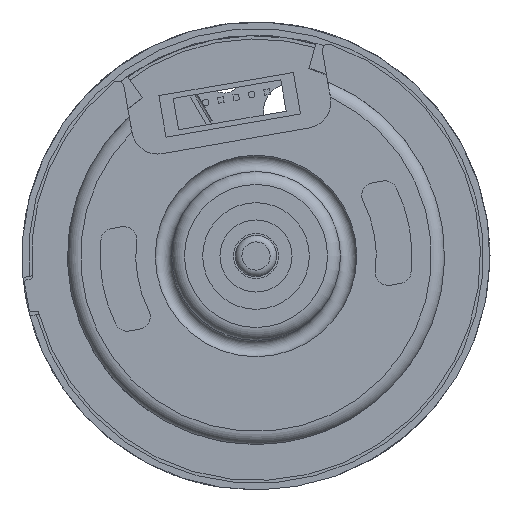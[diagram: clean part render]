
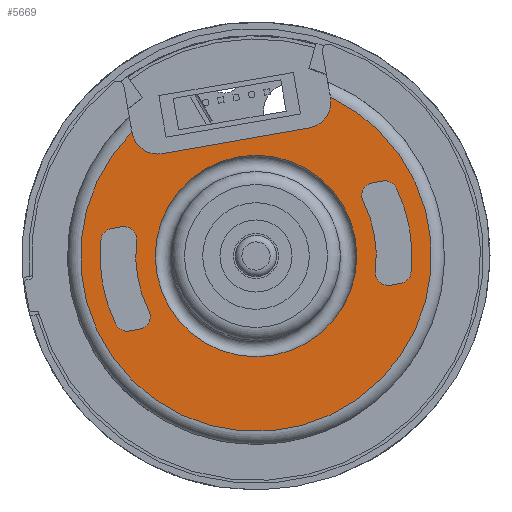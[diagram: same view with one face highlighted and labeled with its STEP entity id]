
A CAD part, front view. The second image highlights one B-rep face of the part: STEP entity #5669.
In plain terms, the highlighted planar face has unit normal (0, -1, 0).
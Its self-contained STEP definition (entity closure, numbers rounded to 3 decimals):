
#402=LINE('',#10299,#810);
#405=LINE('',#10322,#813);
#411=LINE('',#10340,#819);
#412=LINE('',#10346,#820);
#413=LINE('',#10354,#821);
#414=LINE('',#10362,#822);
#415=LINE('',#10370,#823);
#810=VECTOR('',#7652,1000.);
#813=VECTOR('',#7657,1000.);
#819=VECTOR('',#7681,1000.);
#820=VECTOR('',#7686,1000.);
#821=VECTOR('',#7693,1000.);
#822=VECTOR('',#7700,1000.);
#823=VECTOR('',#7707,1000.);
#1105=PLANE('',#6351);
#1992=ORIENTED_EDGE('',*,*,#3214,.F.);
#1993=ORIENTED_EDGE('',*,*,#3208,.F.);
#1994=ORIENTED_EDGE('',*,*,#3215,.T.);
#1995=ORIENTED_EDGE('',*,*,#3202,.F.);
#1996=ORIENTED_EDGE('',*,*,#3216,.F.);
#1997=ORIENTED_EDGE('',*,*,#3217,.F.);
#1998=ORIENTED_EDGE('',*,*,#3218,.F.);
#1999=ORIENTED_EDGE('',*,*,#3219,.F.);
#2000=ORIENTED_EDGE('',*,*,#3220,.F.);
#2001=ORIENTED_EDGE('',*,*,#3221,.F.);
#2002=ORIENTED_EDGE('',*,*,#3222,.F.);
#2003=ORIENTED_EDGE('',*,*,#3223,.F.);
#2004=ORIENTED_EDGE('',*,*,#3224,.F.);
#2005=ORIENTED_EDGE('',*,*,#3225,.F.);
#2006=ORIENTED_EDGE('',*,*,#3226,.F.);
#2007=ORIENTED_EDGE('',*,*,#3227,.F.);
#2008=ORIENTED_EDGE('',*,*,#3228,.F.);
#2009=ORIENTED_EDGE('',*,*,#3229,.F.);
#2010=ORIENTED_EDGE('',*,*,#3230,.F.);
#2011=ORIENTED_EDGE('',*,*,#3231,.F.);
#2012=ORIENTED_EDGE('',*,*,#3232,.F.);
#2013=ORIENTED_EDGE('',*,*,#3233,.F.);
#2014=ORIENTED_EDGE('',*,*,#3234,.F.);
#3202=EDGE_CURVE('',#4103,#4104,#402,.T.);
#3208=EDGE_CURVE('',#4107,#4108,#405,.T.);
#3214=EDGE_CURVE('',#4109,#4109,#4716,.T.);
#3215=EDGE_CURVE('',#4107,#4104,#4717,.T.);
#3216=EDGE_CURVE('',#4110,#4103,#4718,.T.);
#3217=EDGE_CURVE('',#4111,#4110,#411,.T.);
#3218=EDGE_CURVE('',#4108,#4111,#4719,.T.);
#3219=EDGE_CURVE('',#4112,#4113,#4720,.T.);
#3220=EDGE_CURVE('',#4114,#4112,#412,.T.);
#3221=EDGE_CURVE('',#4115,#4114,#4721,.T.);
#3222=EDGE_CURVE('',#4116,#4115,#4722,.T.);
#3223=EDGE_CURVE('',#4117,#4116,#4723,.T.);
#3224=EDGE_CURVE('',#4118,#4117,#413,.T.);
#3225=EDGE_CURVE('',#4119,#4118,#4724,.T.);
#3226=EDGE_CURVE('',#4113,#4119,#4725,.T.);
#3227=EDGE_CURVE('',#4120,#4121,#4726,.T.);
#3228=EDGE_CURVE('',#4122,#4120,#414,.T.);
#3229=EDGE_CURVE('',#4123,#4122,#4727,.T.);
#3230=EDGE_CURVE('',#4124,#4123,#4728,.T.);
#3231=EDGE_CURVE('',#4125,#4124,#4729,.T.);
#3232=EDGE_CURVE('',#4126,#4125,#415,.T.);
#3233=EDGE_CURVE('',#4127,#4126,#4730,.T.);
#3234=EDGE_CURVE('',#4121,#4127,#4731,.T.);
#4103=VERTEX_POINT('',#10298);
#4104=VERTEX_POINT('',#10300);
#4107=VERTEX_POINT('',#10321);
#4108=VERTEX_POINT('',#10323);
#4109=VERTEX_POINT('',#10336);
#4110=VERTEX_POINT('',#10339);
#4111=VERTEX_POINT('',#10341);
#4112=VERTEX_POINT('',#10344);
#4113=VERTEX_POINT('',#10345);
#4114=VERTEX_POINT('',#10347);
#4115=VERTEX_POINT('',#10349);
#4116=VERTEX_POINT('',#10351);
#4117=VERTEX_POINT('',#10353);
#4118=VERTEX_POINT('',#10355);
#4119=VERTEX_POINT('',#10357);
#4120=VERTEX_POINT('',#10360);
#4121=VERTEX_POINT('',#10361);
#4122=VERTEX_POINT('',#10363);
#4123=VERTEX_POINT('',#10365);
#4124=VERTEX_POINT('',#10367);
#4125=VERTEX_POINT('',#10369);
#4126=VERTEX_POINT('',#10371);
#4127=VERTEX_POINT('',#10373);
#4716=CIRCLE('',#6352,7.75);
#4717=CIRCLE('',#6353,13.5);
#4718=CIRCLE('',#6354,2.);
#4719=CIRCLE('',#6355,2.);
#4720=CIRCLE('',#6356,1.);
#4721=CIRCLE('',#6357,1.);
#4722=CIRCLE('',#6358,12.);
#4723=CIRCLE('',#6359,1.);
#4724=CIRCLE('',#6360,1.);
#4725=CIRCLE('',#6361,9.25);
#4726=CIRCLE('',#6362,1.);
#4727=CIRCLE('',#6363,1.);
#4728=CIRCLE('',#6364,12.);
#4729=CIRCLE('',#6365,1.);
#4730=CIRCLE('',#6366,1.);
#4731=CIRCLE('',#6367,9.25);
#5056=EDGE_LOOP('',(#1992));
#5057=EDGE_LOOP('',(#1993,#1994,#1995,#1996,#1997,#1998));
#5058=EDGE_LOOP('',(#1999,#2000,#2001,#2002,#2003,#2004,#2005,#2006));
#5059=EDGE_LOOP('',(#2007,#2008,#2009,#2010,#2011,#2012,#2013,#2014));
#5361=FACE_BOUND('',#5056,.T.);
#5362=FACE_BOUND('',#5057,.T.);
#5363=FACE_BOUND('',#5058,.T.);
#5364=FACE_BOUND('',#5059,.T.);
#5669=ADVANCED_FACE('',(#5361,#5362,#5363,#5364),#1105,.T.);
#6351=AXIS2_PLACEMENT_3D('',#10334,#7673,#7674);
#6352=AXIS2_PLACEMENT_3D('',#10335,#7675,#7676);
#6353=AXIS2_PLACEMENT_3D('',#10337,#7677,#7678);
#6354=AXIS2_PLACEMENT_3D('',#10338,#7679,#7680);
#6355=AXIS2_PLACEMENT_3D('',#10342,#7682,#7683);
#6356=AXIS2_PLACEMENT_3D('',#10343,#7684,#7685);
#6357=AXIS2_PLACEMENT_3D('',#10348,#7687,#7688);
#6358=AXIS2_PLACEMENT_3D('',#10350,#7689,#7690);
#6359=AXIS2_PLACEMENT_3D('',#10352,#7691,#7692);
#6360=AXIS2_PLACEMENT_3D('',#10356,#7694,#7695);
#6361=AXIS2_PLACEMENT_3D('',#10358,#7696,#7697);
#6362=AXIS2_PLACEMENT_3D('',#10359,#7698,#7699);
#6363=AXIS2_PLACEMENT_3D('',#10364,#7701,#7702);
#6364=AXIS2_PLACEMENT_3D('',#10366,#7703,#7704);
#6365=AXIS2_PLACEMENT_3D('',#10368,#7705,#7706);
#6366=AXIS2_PLACEMENT_3D('',#10372,#7708,#7709);
#6367=AXIS2_PLACEMENT_3D('',#10374,#7710,#7711);
#7652=DIRECTION('',(-0.173,0.,0.985));
#7657=DIRECTION('',(0.173,0.,-0.985));
#7673=DIRECTION('',(0.,-1.,0.));
#7674=DIRECTION('',(0.173,0.,-0.985));
#7675=DIRECTION('',(0.,-1.,0.));
#7676=DIRECTION('',(0.173,0.,-0.985));
#7677=DIRECTION('',(0.,-1.,0.));
#7678=DIRECTION('',(0.173,0.,-0.985));
#7679=DIRECTION('',(0.,-1.,0.));
#7680=DIRECTION('',(0.173,0.,-0.985));
#7681=DIRECTION('',(0.985,0.,0.173));
#7682=DIRECTION('',(0.,-1.,0.));
#7683=DIRECTION('',(0.173,0.,-0.985));
#7684=DIRECTION('',(0.,-1.,0.));
#7685=DIRECTION('',(0.173,0.,-0.985));
#7686=DIRECTION('',(-0.985,0.,-0.173));
#7687=DIRECTION('',(0.,-1.,0.));
#7688=DIRECTION('',(-0.173,0.,0.985));
#7689=DIRECTION('',(0.,-1.,0.));
#7690=DIRECTION('',(0.173,0.,-0.985));
#7691=DIRECTION('',(0.,-1.,0.));
#7692=DIRECTION('',(-0.173,0.,0.985));
#7693=DIRECTION('',(0.985,0.,0.173));
#7694=DIRECTION('',(0.,-1.,0.));
#7695=DIRECTION('',(0.173,0.,-0.985));
#7696=DIRECTION('',(0.,1.,0.));
#7697=DIRECTION('',(0.173,0.,-0.985));
#7698=DIRECTION('',(0.,-1.,0.));
#7699=DIRECTION('',(0.173,0.,-0.985));
#7700=DIRECTION('',(0.985,0.,0.173));
#7701=DIRECTION('',(0.,-1.,0.));
#7702=DIRECTION('',(0.173,0.,-0.985));
#7703=DIRECTION('',(0.,-1.,0.));
#7704=DIRECTION('',(0.173,0.,-0.985));
#7705=DIRECTION('',(0.,-1.,0.));
#7706=DIRECTION('',(-0.173,0.,0.985));
#7707=DIRECTION('',(-0.985,0.,-0.173));
#7708=DIRECTION('',(0.,-1.,0.));
#7709=DIRECTION('',(0.173,0.,-0.985));
#7710=DIRECTION('',(0.,1.,0.));
#7711=DIRECTION('',(0.173,0.,-0.985));
#10298=CARTESIAN_POINT('',(5.732,-13.91,12.174));
#10299=CARTESIAN_POINT('',(7.633,-13.91,1.34));
#10300=CARTESIAN_POINT('',(5.722,-13.91,12.227));
#10321=CARTESIAN_POINT('',(-9.544,-13.91,9.548));
#10322=CARTESIAN_POINT('',(-7.633,-13.91,-1.34));
#10323=CARTESIAN_POINT('',(-9.535,-13.91,9.495));
#10334=CARTESIAN_POINT('',(7.633,-13.91,1.34));
#10335=CARTESIAN_POINT('',(0.,-13.91,0.));
#10336=CARTESIAN_POINT('',(1.34,-13.91,-7.633));
#10337=CARTESIAN_POINT('',(0.,-13.91,0.));
#10338=CARTESIAN_POINT('',(3.762,-13.91,11.828));
#10339=CARTESIAN_POINT('',(4.108,-13.91,9.858));
#10340=CARTESIAN_POINT('',(6.078,-13.91,10.204));
#10341=CARTESIAN_POINT('',(-7.219,-13.91,7.871));
#10342=CARTESIAN_POINT('',(-7.565,-13.91,9.84));
#10343=CARTESIAN_POINT('',(9.135,-13.91,4.649));
#10344=CARTESIAN_POINT('',(8.962,-13.91,5.634));
#10345=CARTESIAN_POINT('',(8.244,-13.91,4.196));
#10346=CARTESIAN_POINT('',(8.962,-13.91,5.634));
#10347=CARTESIAN_POINT('',(9.732,-13.91,5.769));
#10348=CARTESIAN_POINT('',(9.905,-13.91,4.784));
#10349=CARTESIAN_POINT('',(10.806,-13.91,5.219));
#10350=CARTESIAN_POINT('',(0.,-13.91,0.));
#10351=CARTESIAN_POINT('',(11.937,-13.91,-1.228));
#10352=CARTESIAN_POINT('',(10.942,-13.91,-1.125));
#10353=CARTESIAN_POINT('',(11.115,-13.91,-2.11));
#10354=CARTESIAN_POINT('',(10.345,-13.91,-2.245));
#10355=CARTESIAN_POINT('',(10.345,-13.91,-2.245));
#10356=CARTESIAN_POINT('',(10.172,-13.91,-1.261));
#10357=CARTESIAN_POINT('',(9.18,-13.91,-1.138));
#10358=CARTESIAN_POINT('',(0.,-13.91,0.));
#10359=CARTESIAN_POINT('',(-9.135,-13.91,-4.649));
#10360=CARTESIAN_POINT('',(-8.962,-13.91,-5.634));
#10361=CARTESIAN_POINT('',(-8.244,-13.91,-4.196));
#10362=CARTESIAN_POINT('',(10.345,-13.91,-2.245));
#10363=CARTESIAN_POINT('',(-9.732,-13.91,-5.769));
#10364=CARTESIAN_POINT('',(-9.905,-13.91,-4.784));
#10365=CARTESIAN_POINT('',(-10.806,-13.91,-5.219));
#10366=CARTESIAN_POINT('',(0.,-13.91,0.));
#10367=CARTESIAN_POINT('',(-11.937,-13.91,1.228));
#10368=CARTESIAN_POINT('',(-10.942,-13.91,1.125));
#10369=CARTESIAN_POINT('',(-11.115,-13.91,2.11));
#10370=CARTESIAN_POINT('',(8.962,-13.91,5.634));
#10371=CARTESIAN_POINT('',(-10.345,-13.91,2.245));
#10372=CARTESIAN_POINT('',(-10.172,-13.91,1.261));
#10373=CARTESIAN_POINT('',(-9.18,-13.91,1.138));
#10374=CARTESIAN_POINT('',(0.,-13.91,0.));
